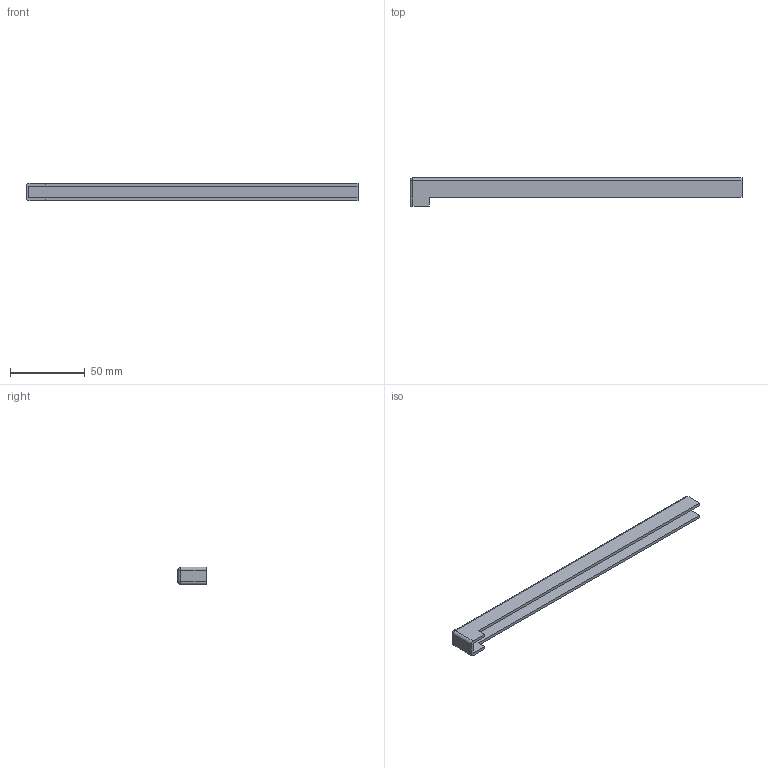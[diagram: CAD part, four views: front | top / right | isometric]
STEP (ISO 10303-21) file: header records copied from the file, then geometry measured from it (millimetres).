
FILE_DESCRIPTION (( 'STEP AP214' ), '1' );
FILE_NAME ('topConduit.STEP', '2023-06-09T20:56:24', ( '' ), ( '' ), 'SwSTEP 2.0', 'SolidWorks 2022', '' );
FILE_SCHEMA (( 'AUTOMOTIVE_DESIGN' ));
Length unit declared in the file: millimetre
Products named in the file (1): topConduit
Bounding box: 222 x 18.8 x 12 mm (x, y, z)
Volume: 15245.4 mm3; surface area: 16241.3 mm2
Topology: 1 solids, 1 shells, 21 faces, 53 edges, 32 vertices
Faces by surface type: plane 14, cylinder 5, sphere 2
Entity records: 641 total; most frequent: DIRECTION 105, CARTESIAN_POINT 105, ORIENTED_EDGE 102, EDGE_CURVE 51, LINE 41, VECTOR 41, VERTEX_POINT 32, AXIS2_PLACEMENT_3D 32
